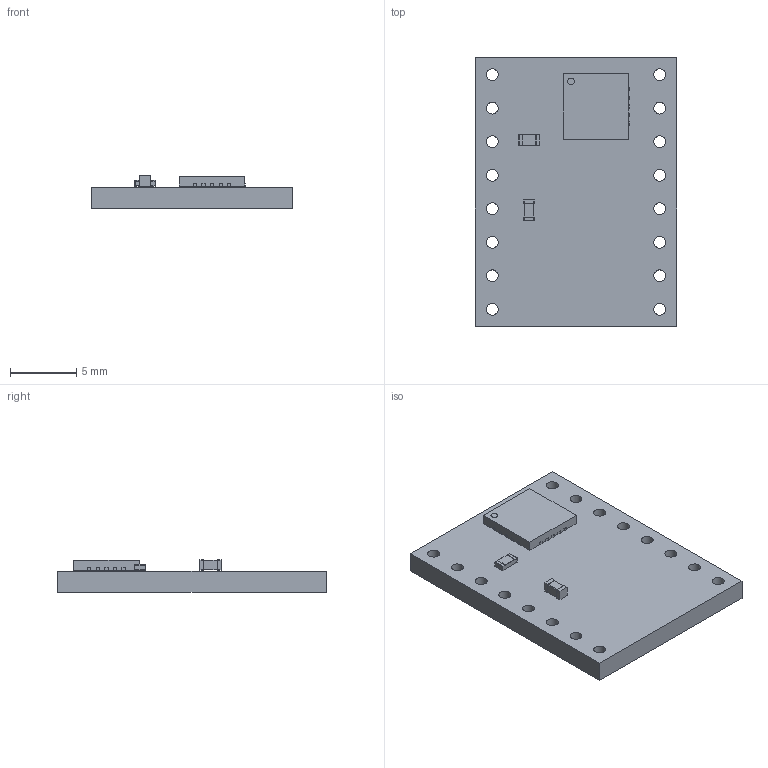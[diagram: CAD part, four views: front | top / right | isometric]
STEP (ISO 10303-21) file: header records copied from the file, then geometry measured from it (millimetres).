
FILE_DESCRIPTION(('KiCad electronic assembly'),'2;1');
FILE_NAME('pt100stick.step','2020-09-13T14:55:37',('An Author'),( 'A Company'),'Open CASCADE STEP processor 6.9', 'KiCad to STEP converter','Unknown');
FILE_SCHEMA(('AUTOMOTIVE_DESIGN { 1 0 10303 214 1 1 1 1 }'));
Length unit declared in the file: millimetre
Products named in the file (10): Open CASCADE STEP translator 6.9 1; C_0603_1608Metric; R_0603_1608Metric; SOLID; L_0603_1608Metric; QFN-20-1EP_5x5mm_P0.65mm_EP3.35x3.35mm; COMPOUND
Assembly tree (10 placements, depth 3):
  Open CASCADE STEP translator 6.9 1
    C_0603_1608Metric  x2
    R_0603_1608Metric
      SOLID
    L_0603_1608Metric
    C_0603_1608Metric
      SOLID
    QFN-20-1EP_5x5mm_P0.65mm_EP3.35x3.35mm
      SOLID
    COMPOUND
Bounding box: 15.24 x 20.32 x 2.45 mm (x, y, z)
Volume: 499.5 mm3; surface area: 861.6 mm2
Topology: 4 solids, 4 shells, 210 faces, 590 edges, 392 vertices
Faces by surface type: plane 153, cylinder 57
Full cylindrical faces by diameter (mm): 0.5 x1, 0.9 x16
Entity records: 16267 total; most frequent: CARTESIAN_POINT 2941, DIRECTION 2233, LINE 1542, VECTOR 1542, ORIENTED_EDGE 1180, PCURVE 1180, DEFINITIONAL_REPRESENTATION 1180, EDGE_CURVE 590
